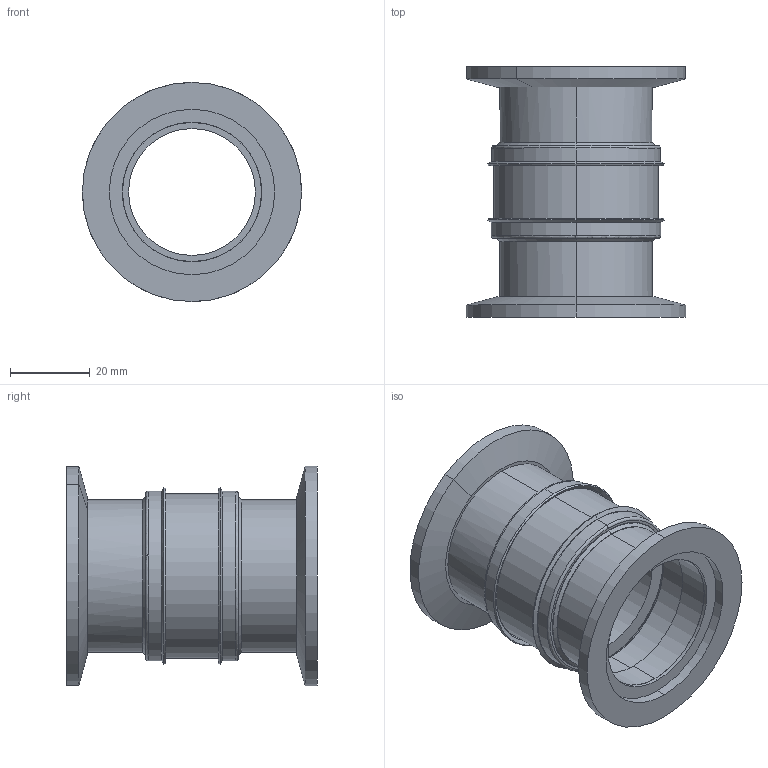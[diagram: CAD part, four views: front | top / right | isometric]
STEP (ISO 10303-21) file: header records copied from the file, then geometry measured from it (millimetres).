
FILE_DESCRIPTION (( 'STEP AP203' ), '1' );
FILE_NAME ('A0597-1-QF.STEP', '2011-10-05T19:36:06', ( '' ), ( '' ), 'SwSTEP 2.0', 'SolidWorks 2011', '' );
FILE_SCHEMA (( 'CONFIG_CONTROL_DESIGN' ));
Length unit declared in the file: inch
Products named in the file (1): A0597-1-QF
Bounding box: 54.86 x 62.71 x 54.86 mm (x, y, z)
Volume: 26043.3 mm3; surface area: 26042.6 mm2
Topology: 1 solids, 1 shells, 120 faces, 294 edges, 190 vertices
Faces by surface type: cylinder 40, bspline 32, cone 32, plane 16
Entity records: 4899 total; most frequent: CARTESIAN_POINT 1949, DIRECTION 662, ORIENTED_EDGE 588, AXIS2_PLACEMENT_3D 295, EDGE_CURVE 294, CIRCLE 206, VERTEX_POINT 190, EDGE_LOOP 136
